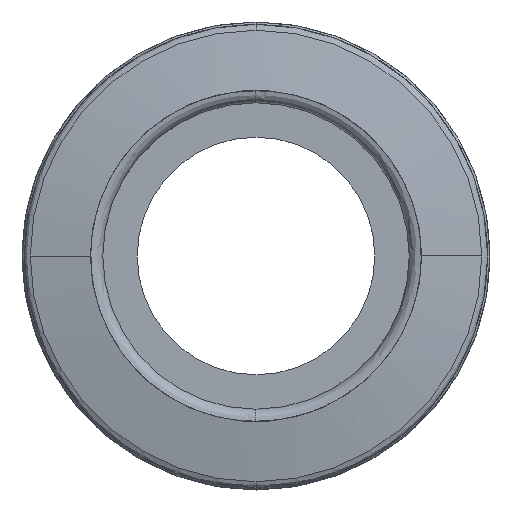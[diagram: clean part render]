
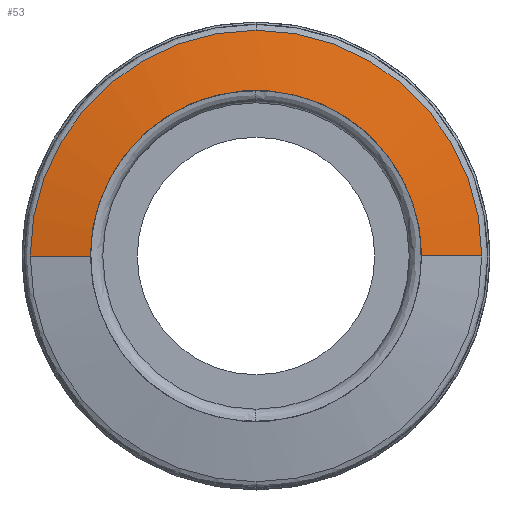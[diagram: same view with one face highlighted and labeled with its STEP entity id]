
A CAD part, front view. The second image highlights one B-rep face of the part: STEP entity #53.
In plain terms, the highlighted conical face has half-angle 80 degrees and reference radius 9.502 mm.
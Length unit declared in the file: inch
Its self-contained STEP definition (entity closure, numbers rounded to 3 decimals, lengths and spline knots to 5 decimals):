
#53 = ADVANCED_FACE ( 'NONE', ( #556 ), #1247, .T. ) ;
#172 = DIRECTION ( 'NONE',  ( 0., -1., 0. ) ) ;
#188 = VECTOR ( 'NONE', #1892, 39.37008 ) ;
#224 = AXIS2_PLACEMENT_3D ( 'NONE', #1774, #2414, #1983 ) ;
#225 = LINE ( 'NONE', #1041, #959 ) ;
#305 = EDGE_CURVE ( 'NONE', #1417, #1458, #1643, .T. ) ;
#319 = DIRECTION ( 'NONE',  ( -1., 0., 0. ) ) ;
#340 = EDGE_CURVE ( 'NONE', #1458, #849, #2169, .T. ) ;
#350 = AXIS2_PLACEMENT_3D ( 'NONE', #1794, #172, #2527 ) ;
#423 = DIRECTION ( 'NONE',  ( -0.985, 0.174, 0. ) ) ;
#515 = DIRECTION ( 'NONE',  ( 0., -1., 0. ) ) ;
#556 = FACE_OUTER_BOUND ( 'NONE', #875, .T. ) ;
#567 = CIRCLE ( 'NONE', #2396, 0.27448 ) ;
#840 = EDGE_CURVE ( 'NONE', #849, #1669, #1292, .T. ) ;
#849 = VERTEX_POINT ( 'NONE', #2190 ) ;
#875 = EDGE_LOOP ( 'NONE', ( #2569, #2124, #2201, #2167, #2035 ) ) ;
#959 = VECTOR ( 'NONE', #423, 39.37008 ) ;
#967 = DIRECTION ( 'NONE',  ( -1., 0., 0. ) ) ;
#1041 = CARTESIAN_POINT ( 'NONE',  ( -0.3741, 0.01757, 0. ) ) ;
#1083 = CARTESIAN_POINT ( 'NONE',  ( 0.3741, 0.01757, 0. ) ) ;
#1139 = EDGE_CURVE ( 'NONE', #1417, #2329, #567, .T. ) ;
#1247 = CONICAL_SURFACE ( 'NONE', #224, 0.3741, 1.396 ) ;
#1257 = EDGE_CURVE ( 'NONE', #2329, #1669, #225, .T. ) ;
#1292 = CIRCLE ( 'NONE', #2609, 0.3741 ) ;
#1417 = VERTEX_POINT ( 'NONE', #1455 ) ;
#1455 = CARTESIAN_POINT ( 'NONE',  ( 0.27448, 0., 0. ) ) ;
#1458 = VERTEX_POINT ( 'NONE', #2472 ) ;
#1643 = LINE ( 'NONE', #1083, #188 ) ;
#1669 = VERTEX_POINT ( 'NONE', #2447 ) ;
#1774 = CARTESIAN_POINT ( 'NONE',  ( 0., 0.01757, 0. ) ) ;
#1794 = CARTESIAN_POINT ( 'NONE',  ( 0., 0.01757, 0. ) ) ;
#1851 = CARTESIAN_POINT ( 'NONE',  ( -0.27448, 0., 0. ) ) ;
#1892 = DIRECTION ( 'NONE',  ( 0.985, 0.174, 0. ) ) ;
#1983 = DIRECTION ( 'NONE',  ( -1., 0., 0. ) ) ;
#2035 = ORIENTED_EDGE ( 'NONE', *, *, #1257, .F. ) ;
#2124 = ORIENTED_EDGE ( 'NONE', *, *, #305, .T. ) ;
#2167 = ORIENTED_EDGE ( 'NONE', *, *, #840, .T. ) ;
#2168 = CARTESIAN_POINT ( 'NONE',  ( 0., 0., 0. ) ) ;
#2169 = CIRCLE ( 'NONE', #350, 0.3741 ) ;
#2190 = CARTESIAN_POINT ( 'NONE',  ( 0., 0.01757, 0.3741 ) ) ;
#2201 = ORIENTED_EDGE ( 'NONE', *, *, #340, .T. ) ;
#2329 = VERTEX_POINT ( 'NONE', #1851 ) ;
#2390 = DIRECTION ( 'NONE',  ( 0., -1., 0. ) ) ;
#2396 = AXIS2_PLACEMENT_3D ( 'NONE', #2168, #2390, #319 ) ;
#2414 = DIRECTION ( 'NONE',  ( 0., 1., 0. ) ) ;
#2447 = CARTESIAN_POINT ( 'NONE',  ( -0.3741, 0.01757, 0. ) ) ;
#2472 = CARTESIAN_POINT ( 'NONE',  ( 0.3741, 0.01757, 0. ) ) ;
#2527 = DIRECTION ( 'NONE',  ( -1., 0., 0. ) ) ;
#2540 = CARTESIAN_POINT ( 'NONE',  ( 0., 0.01757, 0. ) ) ;
#2569 = ORIENTED_EDGE ( 'NONE', *, *, #1139, .F. ) ;
#2609 = AXIS2_PLACEMENT_3D ( 'NONE', #2540, #515, #967 ) ;
